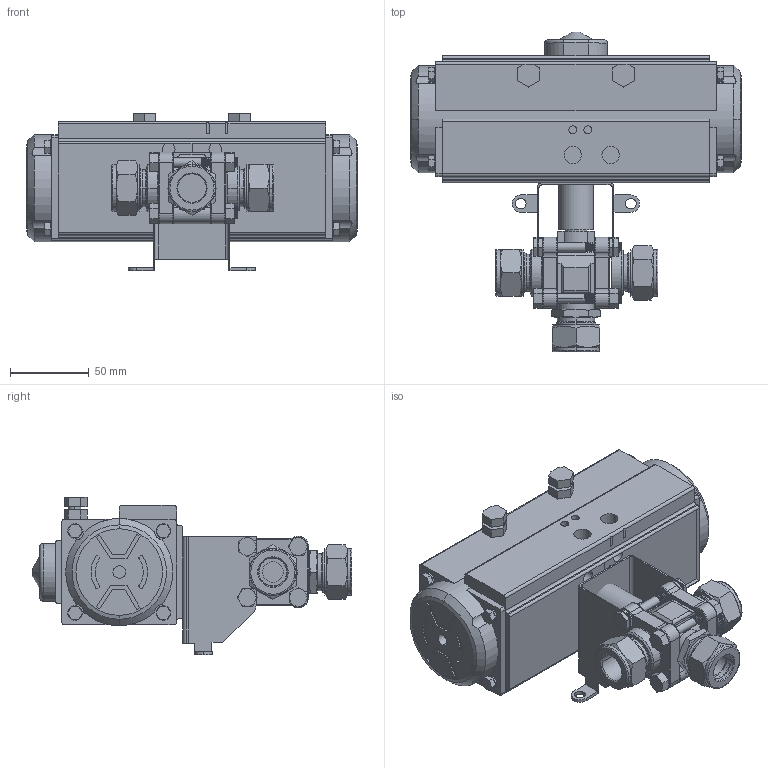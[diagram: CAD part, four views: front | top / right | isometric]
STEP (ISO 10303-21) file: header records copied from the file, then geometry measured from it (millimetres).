
FILE_DESCRIPTION(('FreeCAD Model'),'2;1');
FILE_NAME('Open CASCADE Shape Model','2025-11-13T16:11:16',('Author'),( ''),'Open CASCADE STEP processor 7.8','FreeCAD','Unknown');
FILE_SCHEMA(('AUTOMOTIVE_DESIGN { 1 0 10303 214 1 1 1 1 }'));
Length unit declared in the file: millimetre
Products named in the file (5): BVN3-2C-3B-D-18M-HD-316; -003; -002; -001; -
Assembly tree (4 placements, depth 2):
  BVN3-2C-3B-D-18M-HD-316
    -003
    -002
    -001
    -
Bounding box: 210 x 203.18 x 100.2 mm (x, y, z)
Volume: 1237735.6 mm3; surface area: 152541.9 mm2
Topology: 13 solids, 14 shells, 1407 faces, 8178 edges, 20811 vertices
Faces by surface type: plane 511, cylinder 496, cone 252, bspline 120, torus 28
Entity records: 173745 total; most frequent: CARTESIAN_POINT 108804, DIRECTION 9475, ORIENTED_EDGE 7068, GEOMETRIC_CURVE_SET 4645, TRIMMED_CURVE 4644, EDGE_CURVE 3534, AXIS2_PLACEMENT_3D 3455, B_SPLINE_CURVE_WITH_KNOTS 3360
